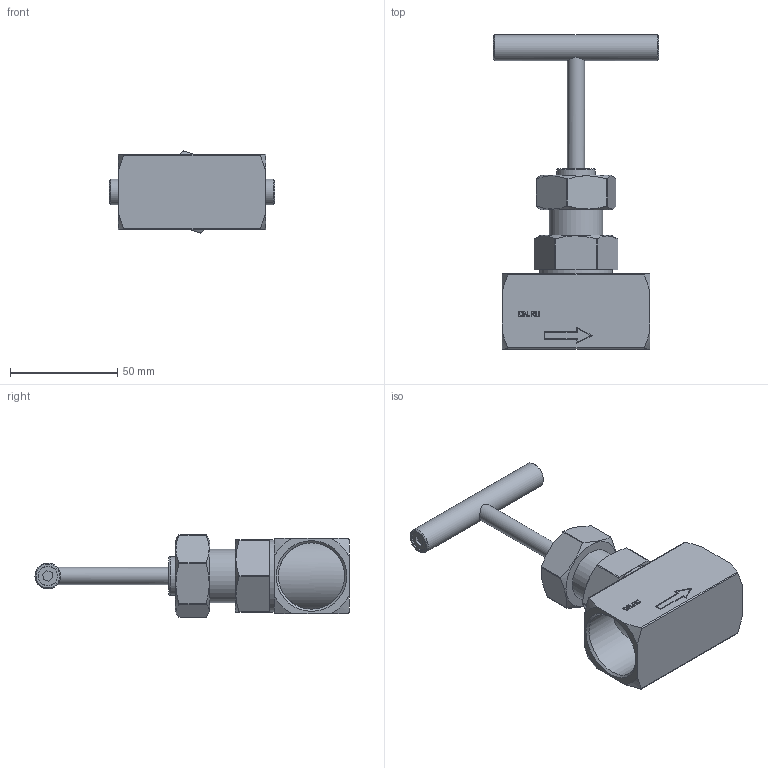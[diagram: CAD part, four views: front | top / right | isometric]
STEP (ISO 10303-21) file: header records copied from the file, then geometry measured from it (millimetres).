
FILE_DESCRIPTION(/* description */ (''),/* implementation_level */ '2;1');
FILE_NAME(/* name */ 'DN25_3D_STEP.stp',/* time_stamp */ '2024-12-23T05:14:30+03:00',/* author */ ('igorr'),/* organization */ (''),/* preprocessor_version */ 'ST-DEVELOPER v20',/* originating_system */ 'Autodesk Inventor 2025',/* authorisation */ '');
FILE_SCHEMA (('AUTOMOTIVE_DESIGN { 1 0 10303 214 3 1 1 }'));
Length unit declared in the file: millimetre
Products named in the file (1): Деталь
Bounding box: 77 x 146.5 x 38.29 mm (x, y, z)
Volume: 106310.1 mm3; surface area: 26911.4 mm2
Topology: 1 solids, 1 shells, 177 faces, 452 edges, 299 vertices
Faces by surface type: plane 109, cylinder 29, bspline 23, cone 15, torus 1
Full cylindrical faces by diameter (mm): 8 x1, 8.866 x2, 9.066 x2, 12 x1, 18 x1, 25 x1, 30.93 x2, 34 x1
Entity records: 5964 total; most frequent: CARTESIAN_POINT 1701, ORIENTED_EDGE 904, DIRECTION 700, EDGE_CURVE 452, VERTEX_POINT 299, LINE 284, VECTOR 284, AXIS2_PLACEMENT_3D 208
